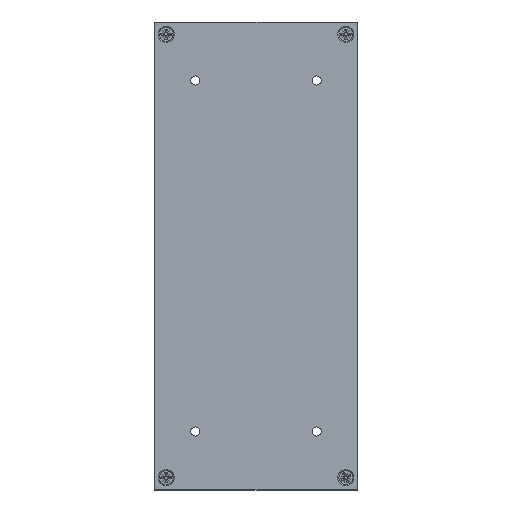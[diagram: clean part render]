
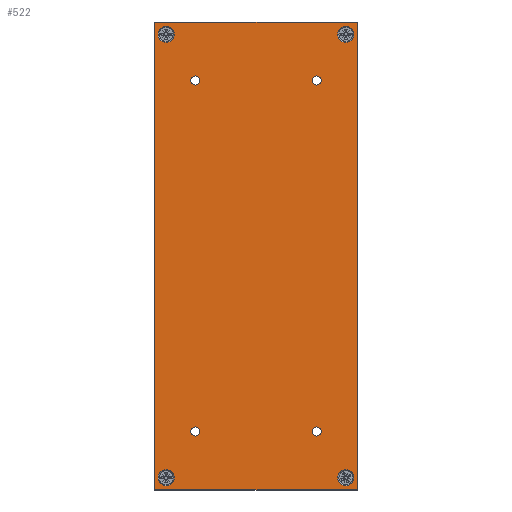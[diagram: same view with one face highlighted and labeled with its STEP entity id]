
A CAD part, front view. The second image highlights one B-rep face of the part: STEP entity #522.
In plain terms, the highlighted planar face has unit normal (0, -1, 0).
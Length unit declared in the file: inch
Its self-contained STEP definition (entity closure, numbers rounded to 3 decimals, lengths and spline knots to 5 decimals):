
#271 = ORIENTED_EDGE ( 'NONE', *, *, #42504, .T. ) ;
#522 = ADVANCED_FACE ( 'NONE', ( #18993, #10751, #41299, #21034, #46292, #62939, #3639, #42629, #8677 ), #14425, .T. ) ;
#652 = CARTESIAN_POINT ( 'NONE',  ( 0.071, -0.31353, 7. ) ) ;
#1351 = VERTEX_POINT ( 'NONE', #34500 ) ;
#1993 = CARTESIAN_POINT ( 'NONE',  ( -0.007, -0.31353, 7. ) ) ;
#2542 = VECTOR ( 'NONE', #26859, 39.37008 ) ;
#3639 = FACE_BOUND ( 'NONE', #4225, .T. ) ;
#4225 = EDGE_LOOP ( 'NONE', ( #69416 ) ) ;
#4580 = DIRECTION ( 'NONE',  ( 0., 1., 0. ) ) ;
#5018 = EDGE_CURVE ( 'NONE', #31474, #56131, #20990, .T. ) ;
#5572 = EDGE_CURVE ( 'NONE', #32412, #32412, #50750, .T. ) ;
#5895 = LINE ( 'NONE', #22658, #56226 ) ;
#6553 = CARTESIAN_POINT ( 'NONE',  ( -1.99987, -0.31353, 1. ) ) ;
#6571 = EDGE_CURVE ( 'NONE', #1351, #1351, #15834, .T. ) ;
#6713 = DIRECTION ( 'NONE',  ( 1., 0., 0. ) ) ;
#8093 = AXIS2_PLACEMENT_3D ( 'NONE', #8449, #14192, #62357 ) ;
#8449 = CARTESIAN_POINT ( 'NONE',  ( 0.49407, -0.31353, 0.21 ) ) ;
#8453 = ORIENTED_EDGE ( 'NONE', *, *, #57070, .T. ) ;
#8677 = FACE_OUTER_BOUND ( 'NONE', #55117, .T. ) ;
#8974 = DIRECTION ( 'NONE',  ( 1., 0., 0. ) ) ;
#8982 = EDGE_LOOP ( 'NONE', ( #21581 ) ) ;
#10316 = VERTEX_POINT ( 'NONE', #54896 ) ;
#10751 = FACE_BOUND ( 'NONE', #56215, .T. ) ;
#11412 = EDGE_CURVE ( 'NONE', #49219, #49219, #65695, .T. ) ;
#12376 = EDGE_CURVE ( 'NONE', #44910, #44910, #48846, .T. ) ;
#13543 = VERTEX_POINT ( 'NONE', #67756 ) ;
#14137 = DIRECTION ( 'NONE',  ( 1., 0., 0. ) ) ;
#14192 = DIRECTION ( 'NONE',  ( 0., 1., 0. ) ) ;
#14248 = CARTESIAN_POINT ( 'NONE',  ( -2.77727, -0.31353, 8. ) ) ;
#14425 = PLANE ( 'NONE',  #22745 ) ;
#14621 = DIRECTION ( 'NONE',  ( 0., 1., 0. ) ) ;
#15347 = ORIENTED_EDGE ( 'NONE', *, *, #5018, .T. ) ;
#15776 = CIRCLE ( 'NONE', #16843, 0.07799 ) ;
#15805 = ORIENTED_EDGE ( 'NONE', *, *, #5572, .T. ) ;
#15834 = CIRCLE ( 'NONE', #51949, 0.1378 ) ;
#16342 = ORIENTED_EDGE ( 'NONE', *, *, #27470, .T. ) ;
#16843 = AXIS2_PLACEMENT_3D ( 'NONE', #70288, #4580, #20666 ) ;
#17800 = VECTOR ( 'NONE', #61840, 39.37008 ) ;
#18254 = ORIENTED_EDGE ( 'NONE', *, *, #48703, .T. ) ;
#18268 = AXIS2_PLACEMENT_3D ( 'NONE', #62007, #62710, #61310 ) ;
#18993 = FACE_BOUND ( 'NONE', #65475, .T. ) ;
#19640 = CARTESIAN_POINT ( 'NONE',  ( -2.07786, -0.31353, 7. ) ) ;
#20666 = DIRECTION ( 'NONE',  ( 1., 0., 0. ) ) ;
#20990 = LINE ( 'NONE', #53587, #17800 ) ;
#21034 = FACE_BOUND ( 'NONE', #8982, .T. ) ;
#21581 = ORIENTED_EDGE ( 'NONE', *, *, #35714, .T. ) ;
#22658 = CARTESIAN_POINT ( 'NONE',  ( 0.69241, -0.31353, 0. ) ) ;
#22719 = DIRECTION ( 'NONE',  ( 0., 1., 0. ) ) ;
#22745 = AXIS2_PLACEMENT_3D ( 'NONE', #54652, #64966, #6713 ) ;
#25426 = EDGE_CURVE ( 'NONE', #36463, #25832, #38080, .T. ) ;
#25832 = VERTEX_POINT ( 'NONE', #14248 ) ;
#26212 = EDGE_LOOP ( 'NONE', ( #15805 ) ) ;
#26793 = DIRECTION ( 'NONE',  ( 0., 0., -1. ) ) ;
#26859 = DIRECTION ( 'NONE',  ( -1., 0., 0. ) ) ;
#27456 = VERTEX_POINT ( 'NONE', #55334 ) ;
#27470 = EDGE_CURVE ( 'NONE', #56131, #36463, #5895, .T. ) ;
#27533 = CIRCLE ( 'NONE', #61374, 0.1378 ) ;
#30586 = CARTESIAN_POINT ( 'NONE',  ( -2.57893, -0.31353, 7.79 ) ) ;
#31015 = CARTESIAN_POINT ( 'NONE',  ( -2.77727, -0.31353, 0. ) ) ;
#31277 = CARTESIAN_POINT ( 'NONE',  ( -2.77727, -0.31353, 0. ) ) ;
#31474 = VERTEX_POINT ( 'NONE', #31277 ) ;
#31709 = ORIENTED_EDGE ( 'NONE', *, *, #25426, .T. ) ;
#32412 = VERTEX_POINT ( 'NONE', #652 ) ;
#34462 = VECTOR ( 'NONE', #26793, 39.37008 ) ;
#34500 = CARTESIAN_POINT ( 'NONE',  ( 0.63186, -0.31353, 7.79 ) ) ;
#34955 = CARTESIAN_POINT ( 'NONE',  ( 0.69241, -0.31353, 0. ) ) ;
#35714 = EDGE_CURVE ( 'NONE', #27456, #27456, #65844, .T. ) ;
#36463 = VERTEX_POINT ( 'NONE', #52459 ) ;
#36486 = DIRECTION ( 'NONE',  ( 0., 1., 0. ) ) ;
#37420 = AXIS2_PLACEMENT_3D ( 'NONE', #63733, #64066, #14137 ) ;
#38080 = LINE ( 'NONE', #54369, #2542 ) ;
#38509 = VERTEX_POINT ( 'NONE', #61107 ) ;
#41299 = FACE_BOUND ( 'NONE', #55751, .T. ) ;
#42504 = EDGE_CURVE ( 'NONE', #10316, #10316, #15776, .T. ) ;
#42563 = DIRECTION ( 'NONE',  ( 1., 0., 0. ) ) ;
#42629 = FACE_BOUND ( 'NONE', #65615, .T. ) ;
#43484 = CIRCLE ( 'NONE', #50299, 0.07799 ) ;
#44230 = CARTESIAN_POINT ( 'NONE',  ( -2.44113, -0.31353, 0.21 ) ) ;
#44910 = VERTEX_POINT ( 'NONE', #44230 ) ;
#46292 = FACE_BOUND ( 'NONE', #69280, .T. ) ;
#48679 = LINE ( 'NONE', #31015, #34462 ) ;
#48703 = EDGE_CURVE ( 'NONE', #38509, #38509, #27533, .T. ) ;
#48846 = CIRCLE ( 'NONE', #18268, 0.1378 ) ;
#49219 = VERTEX_POINT ( 'NONE', #6553 ) ;
#50299 = AXIS2_PLACEMENT_3D ( 'NONE', #19640, #57565, #8974 ) ;
#50750 = CIRCLE ( 'NONE', #56408, 0.07799 ) ;
#51949 = AXIS2_PLACEMENT_3D ( 'NONE', #53105, #36486, #62691 ) ;
#52459 = CARTESIAN_POINT ( 'NONE',  ( 0.69241, -0.31353, 8. ) ) ;
#53105 = CARTESIAN_POINT ( 'NONE',  ( 0.49407, -0.31353, 7.79 ) ) ;
#53587 = CARTESIAN_POINT ( 'NONE',  ( 0.69241, -0.31353, 0. ) ) ;
#54180 = DIRECTION ( 'NONE',  ( 0., 0., 1. ) ) ;
#54369 = CARTESIAN_POINT ( 'NONE',  ( 0.69241, -0.31353, 8. ) ) ;
#54607 = DIRECTION ( 'NONE',  ( 1., 0., 0. ) ) ;
#54652 = CARTESIAN_POINT ( 'NONE',  ( 0.69241, -0.31353, 0. ) ) ;
#54896 = CARTESIAN_POINT ( 'NONE',  ( 0.071, -0.31353, 1. ) ) ;
#55117 = EDGE_LOOP ( 'NONE', ( #16342, #31709, #57922, #15347 ) ) ;
#55334 = CARTESIAN_POINT ( 'NONE',  ( 0.63186, -0.31353, 0.21 ) ) ;
#55751 = EDGE_LOOP ( 'NONE', ( #60795 ) ) ;
#56131 = VERTEX_POINT ( 'NONE', #34955 ) ;
#56215 = EDGE_LOOP ( 'NONE', ( #18254 ) ) ;
#56226 = VECTOR ( 'NONE', #54180, 39.37008 ) ;
#56408 = AXIS2_PLACEMENT_3D ( 'NONE', #1993, #22719, #54607 ) ;
#57070 = EDGE_CURVE ( 'NONE', #13543, #13543, #43484, .T. ) ;
#57565 = DIRECTION ( 'NONE',  ( 0., 1., 0. ) ) ;
#57922 = ORIENTED_EDGE ( 'NONE', *, *, #66768, .T. ) ;
#60795 = ORIENTED_EDGE ( 'NONE', *, *, #12376, .T. ) ;
#61107 = CARTESIAN_POINT ( 'NONE',  ( -2.44113, -0.31353, 7.79 ) ) ;
#61310 = DIRECTION ( 'NONE',  ( 1., 0., 0. ) ) ;
#61374 = AXIS2_PLACEMENT_3D ( 'NONE', #30586, #14621, #42563 ) ;
#61840 = DIRECTION ( 'NONE',  ( 1., 0., 0. ) ) ;
#62007 = CARTESIAN_POINT ( 'NONE',  ( -2.57893, -0.31353, 0.21 ) ) ;
#62357 = DIRECTION ( 'NONE',  ( 1., 0., 0. ) ) ;
#62691 = DIRECTION ( 'NONE',  ( 1., 0., 0. ) ) ;
#62710 = DIRECTION ( 'NONE',  ( 0., 1., 0. ) ) ;
#62939 = FACE_BOUND ( 'NONE', #26212, .T. ) ;
#63705 = ORIENTED_EDGE ( 'NONE', *, *, #6571, .T. ) ;
#63733 = CARTESIAN_POINT ( 'NONE',  ( -2.07786, -0.31353, 1. ) ) ;
#64066 = DIRECTION ( 'NONE',  ( 0., 1., 0. ) ) ;
#64966 = DIRECTION ( 'NONE',  ( 0., -1., 0. ) ) ;
#65475 = EDGE_LOOP ( 'NONE', ( #63705 ) ) ;
#65615 = EDGE_LOOP ( 'NONE', ( #271 ) ) ;
#65695 = CIRCLE ( 'NONE', #37420, 0.07799 ) ;
#65844 = CIRCLE ( 'NONE', #8093, 0.1378 ) ;
#66768 = EDGE_CURVE ( 'NONE', #25832, #31474, #48679, .T. ) ;
#67756 = CARTESIAN_POINT ( 'NONE',  ( -1.99987, -0.31353, 7. ) ) ;
#69280 = EDGE_LOOP ( 'NONE', ( #8453 ) ) ;
#69416 = ORIENTED_EDGE ( 'NONE', *, *, #11412, .T. ) ;
#70288 = CARTESIAN_POINT ( 'NONE',  ( -0.007, -0.31353, 1. ) ) ;
